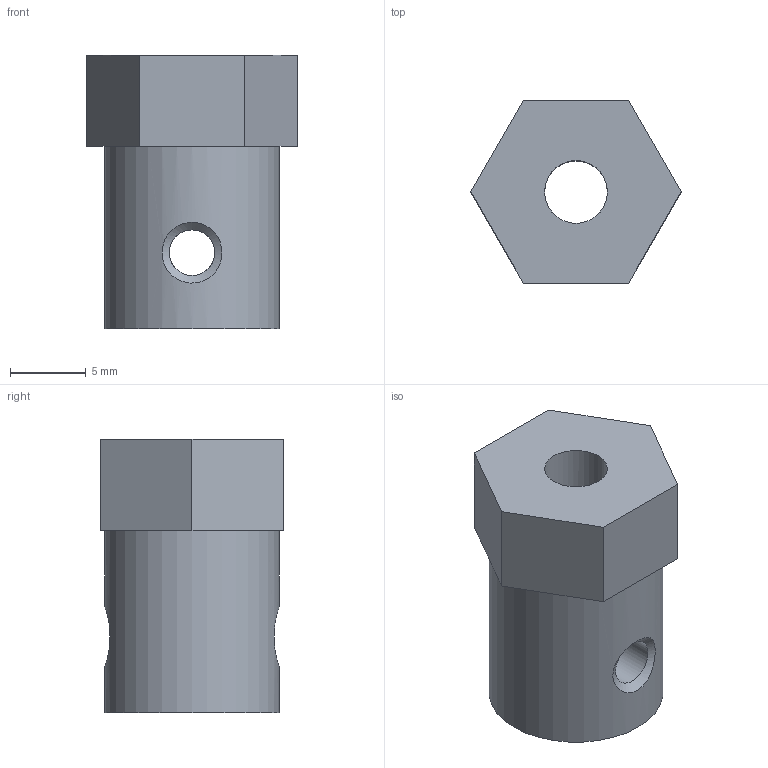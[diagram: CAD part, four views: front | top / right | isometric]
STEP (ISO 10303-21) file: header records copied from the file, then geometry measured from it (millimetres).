
FILE_DESCRIPTION(('STEP AP242'), '1');
FILE_NAME('?????_ga25_?????', '', ('UNSPECIFIED'), ('UNSPECIFIED'), 'C3D Converter', 'C3D Toolkit', '');
FILE_SCHEMA(('AP242_MANAGED_MODEL_BASED_3D_ENGINEERING_MIM_LF { 1 0 10303 442 1 1 4 }'));
Length unit declared in the file: millimetre
Bounding box: 13.86 x 12 x 18 mm (x, y, z)
Volume: 1697.5 mm3; surface area: 1177.4 mm2
Topology: 1 solids, 1 shells, 15 faces, 34 edges, 22 vertices
Faces by surface type: plane 9, cylinder 4, bspline 2
Full cylindrical faces by diameter (mm): 3 x2, 4.134 x1, 11.5 x1
Entity records: 1198 total; most frequent: CARTESIAN_POINT 732, ORIENTED_EDGE 56, DIRECTION 54, EDGE_LOOP 28, EDGE_CURVE 28, VERTEX_POINT 22, AXIS2_PLACEMENT_3D 18, LINE 18
